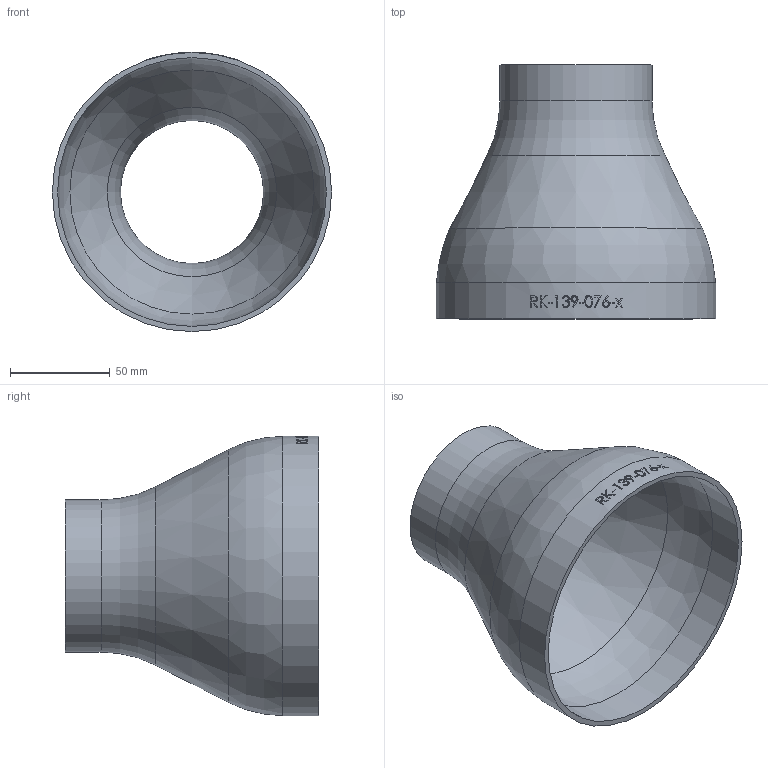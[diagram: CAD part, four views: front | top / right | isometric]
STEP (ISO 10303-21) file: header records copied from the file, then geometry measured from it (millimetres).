
FILE_DESCRIPTION (( 'STEP AP214' ), '1' );
FILE_NAME ('RK-139-076-x Reduzierung 139,7x76,1x2,6x2,3 BL127 1909.STEP', '2019-09-11T07:30:17', ( '' ), ( '' ), 'SwSTEP 2.0', 'SolidWorks 2016', '' );
FILE_SCHEMA (( 'AUTOMOTIVE_DESIGN' ));
Length unit declared in the file: millimetre
Products named in the file (1): RK-139-076-x Reduzierung 139,7x76,1x2,6x2,3 BL127 1909
Bounding box: 139.7 x 127 x 139.7 mm (x, y, z)
Volume: 109532.1 mm3; surface area: 90028.8 mm2
Topology: 1 solids, 1 shells, 141 faces, 361 edges, 238 vertices
Faces by surface type: bspline 71, plane 44, cylinder 20, torus 4, cone 2
Full cylindrical faces by diameter (mm): 71.5 x1, 76.1 x1, 134.5 x1, 139.7 x1
Entity records: 15263 total; most frequent: CARTESIAN_POINT 11065, ORIENTED_EDGE 702, EDGE_CURVE 351, DIRECTION 329, VERTEX_POINT 238, B_SPLINE_CURVE_WITH_KNOTS 228, EDGE_LOOP 169, FACE_OUTER_BOUND 149
